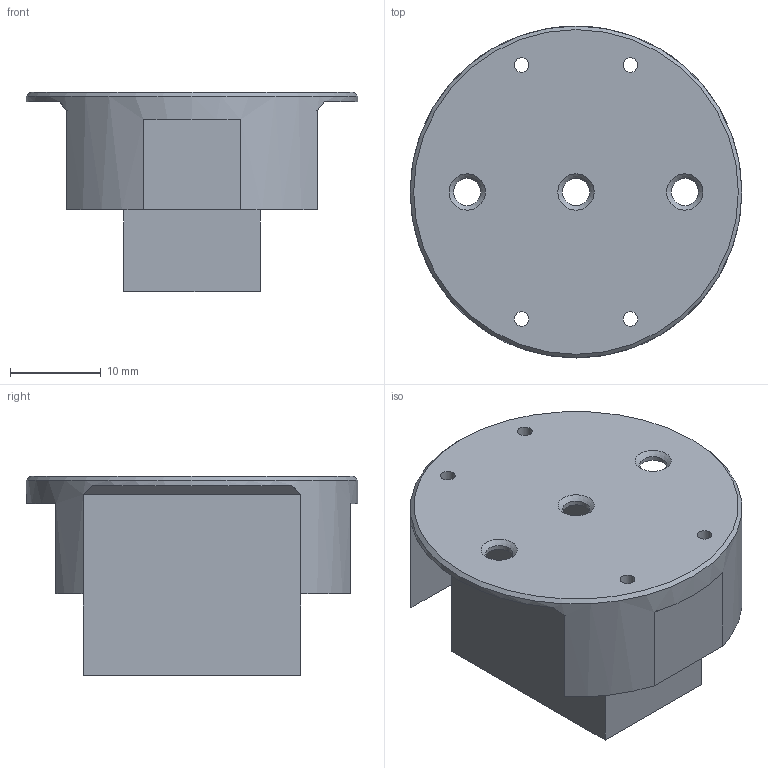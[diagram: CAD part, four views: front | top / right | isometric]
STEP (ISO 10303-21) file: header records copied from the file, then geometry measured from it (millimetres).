
FILE_DESCRIPTION(('HOOPS Exchange Step'),'2;1');
FILE_NAME('temp_export','2023-06-27T15:24:27-04:00',('gmoua'),('Shapr3D Limited'),'HOOPS Exchange 2022.2','Shapr3D','Authorized');
FILE_SCHEMA( ('AUTOMOTIVE_DESIGN { 1 0 10303 214 1 1 1 1 }') );
Length unit declared in the file: millimetre
Products named in the file (1): Leica M Baffle Full
Bounding box: 36.6 x 36.6 x 21.95 mm (x, y, z)
Volume: 6457.2 mm3; surface area: 6043.7 mm2
Topology: 1 solids, 1 shells, 57 faces, 151 edges, 99 vertices
Faces by surface type: plane 35, cylinder 12, bspline 6, cone 4
Full cylindrical faces by diameter (mm): 1.6 x4, 3 x3, 3.5 x2, 36.6 x1
Entity records: 1884 total; most frequent: CARTESIAN_POINT 434, ORIENTED_EDGE 302, DIRECTION 276, EDGE_CURVE 151, VERTEX_POINT 99, AXIS2_PLACEMENT_3D 95, VECTOR 86, LINE 86
